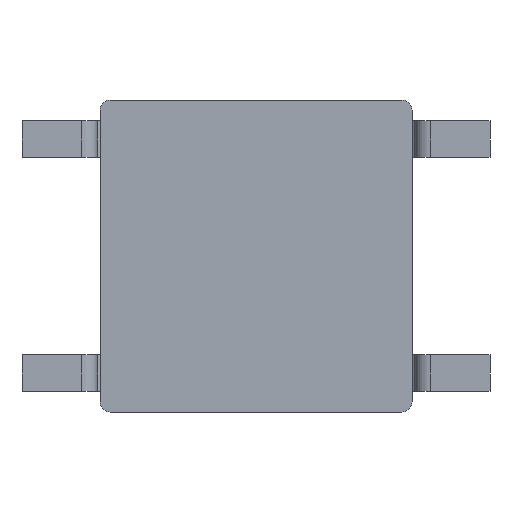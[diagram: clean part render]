
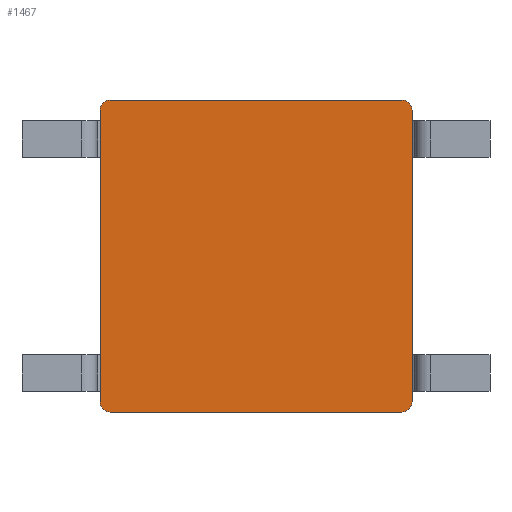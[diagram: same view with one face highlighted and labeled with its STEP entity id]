
A CAD part, front view. The second image highlights one B-rep face of the part: STEP entity #1467.
In plain terms, the highlighted planar face has unit normal (0, -1, 0).
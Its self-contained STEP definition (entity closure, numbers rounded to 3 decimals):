
#34=LINE('',#2358,#166);
#44=LINE('',#2379,#176);
#56=LINE('',#2404,#188);
#60=LINE('',#2413,#192);
#166=VECTOR('',#1813,1000.);
#176=VECTOR('',#1825,1000.);
#188=VECTOR('',#1839,1000.);
#192=VECTOR('',#1845,1000.);
#303=PLANE('',#1594);
#410=FACE_OUTER_BOUND('',#508,.T.);
#508=EDGE_LOOP('',(#1128,#1129,#1130,#1131,#1132,#1133,#1134,#1135));
#600=CIRCLE('',#1595,0.2);
#601=CIRCLE('',#1596,0.2);
#602=CIRCLE('',#1597,0.2);
#603=CIRCLE('',#1598,0.2);
#677=VERTEX_POINT('',#2355);
#678=VERTEX_POINT('',#2357);
#687=VERTEX_POINT('',#2377);
#688=VERTEX_POINT('',#2378);
#699=VERTEX_POINT('',#2402);
#700=VERTEX_POINT('',#2403);
#703=VERTEX_POINT('',#2411);
#704=VERTEX_POINT('',#2412);
#832=EDGE_CURVE('',#677,#678,#34,.T.);
#842=EDGE_CURVE('',#687,#688,#44,.T.);
#854=EDGE_CURVE('',#699,#700,#56,.T.);
#858=EDGE_CURVE('',#703,#704,#60,.T.);
#866=EDGE_CURVE('',#677,#700,#600,.T.);
#867=EDGE_CURVE('',#699,#688,#601,.T.);
#868=EDGE_CURVE('',#687,#704,#602,.T.);
#869=EDGE_CURVE('',#703,#678,#603,.T.);
#1128=ORIENTED_EDGE('',*,*,#832,.F.);
#1129=ORIENTED_EDGE('',*,*,#866,.T.);
#1130=ORIENTED_EDGE('',*,*,#854,.F.);
#1131=ORIENTED_EDGE('',*,*,#867,.T.);
#1132=ORIENTED_EDGE('',*,*,#842,.F.);
#1133=ORIENTED_EDGE('',*,*,#868,.T.);
#1134=ORIENTED_EDGE('',*,*,#858,.F.);
#1135=ORIENTED_EDGE('',*,*,#869,.T.);
#1467=ADVANCED_FACE('',(#410),#303,.T.);
#1594=AXIS2_PLACEMENT_3D('',#2424,#1859,#1860);
#1595=AXIS2_PLACEMENT_3D('',#2425,#1861,#1862);
#1596=AXIS2_PLACEMENT_3D('',#2426,#1863,#1864);
#1597=AXIS2_PLACEMENT_3D('',#2427,#1865,#1866);
#1598=AXIS2_PLACEMENT_3D('',#2428,#1867,#1868);
#1813=DIRECTION('',(0.,0.,1.));
#1825=DIRECTION('',(0.,0.,-1.));
#1839=DIRECTION('',(-1.,0.,0.));
#1845=DIRECTION('',(1.,0.,0.));
#1859=DIRECTION('center_axis',(0.,-1.,0.));
#1860=DIRECTION('ref_axis',(0.,0.,-1.));
#1861=DIRECTION('center_axis',(0.,-1.,0.));
#1862=DIRECTION('ref_axis',(0.,0.,-1.));
#1863=DIRECTION('center_axis',(0.,-1.,0.));
#1864=DIRECTION('ref_axis',(0.,0.,-1.));
#1865=DIRECTION('center_axis',(0.,-1.,0.));
#1866=DIRECTION('ref_axis',(0.,0.,-1.));
#1867=DIRECTION('center_axis',(0.,-1.,0.));
#1868=DIRECTION('ref_axis',(0.,0.,-1.));
#2355=CARTESIAN_POINT('',(-3.,0.,-2.8));
#2357=CARTESIAN_POINT('',(-3.,0.,2.8));
#2358=CARTESIAN_POINT('',(-3.,0.,3.));
#2377=CARTESIAN_POINT('',(3.,0.,2.8));
#2378=CARTESIAN_POINT('',(3.,0.,-2.8));
#2379=CARTESIAN_POINT('',(3.,0.,3.));
#2402=CARTESIAN_POINT('',(2.8,0.,-3.));
#2403=CARTESIAN_POINT('',(-2.8,0.,-3.));
#2404=CARTESIAN_POINT('',(-3.,0.,-3.));
#2411=CARTESIAN_POINT('',(-2.8,0.,3.));
#2412=CARTESIAN_POINT('',(2.8,0.,3.));
#2413=CARTESIAN_POINT('',(-3.,0.,3.));
#2424=CARTESIAN_POINT('Origin',(0.,0.,0.));
#2425=CARTESIAN_POINT('Origin',(-2.8,0.,-2.8));
#2426=CARTESIAN_POINT('Origin',(2.8,0.,-2.8));
#2427=CARTESIAN_POINT('Origin',(2.8,0.,2.8));
#2428=CARTESIAN_POINT('Origin',(-2.8,0.,2.8));
